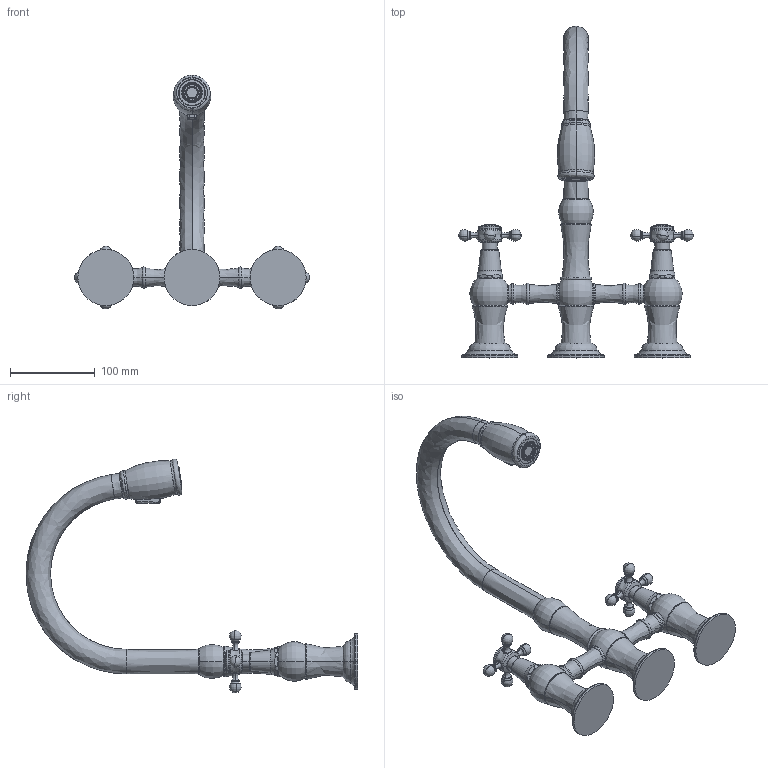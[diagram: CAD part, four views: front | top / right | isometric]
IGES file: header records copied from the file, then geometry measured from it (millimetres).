
Start section:  PTC IGES file: 1030-5462.igs
Global section: file name: 1030-5462.igs; native system: Creo Parametric by PTC Inc.; preprocessor: 2023134; author: rsmith; organization: Unknown; date: 20231211.150317; units: inch
Bounding box: 277.24 x 391.15 x 275.77 mm (x, y, z)
Surface area: 158027.9 mm2 (no closed solid volume)
Topology: 0 solids, 0 shells, 1088 faces, 5250 edges, 5214 vertices
Faces by surface type: revolution 723, bspline 353, extrusion 12
